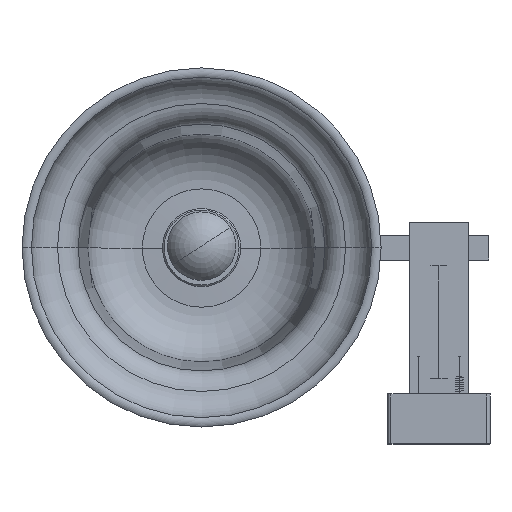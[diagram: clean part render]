
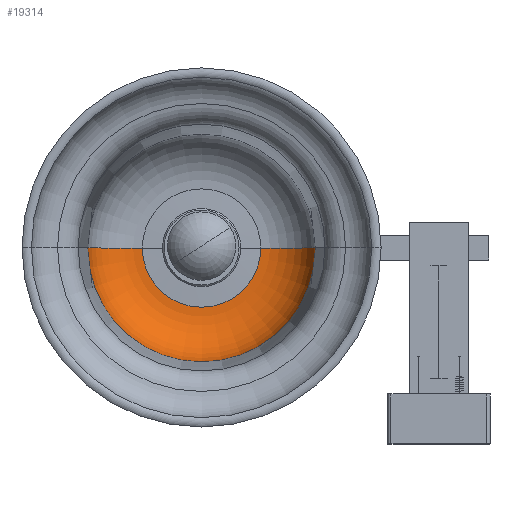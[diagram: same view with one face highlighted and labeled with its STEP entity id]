
A CAD part, top view. The second image highlights one B-rep face of the part: STEP entity #19314.
In plain terms, the highlighted toroidal (fillet/blend) face has major radius 19.517 mm and minor radius 17 mm.
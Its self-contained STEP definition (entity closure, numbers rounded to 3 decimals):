
#847 = CARTESIAN_POINT ( 'NONE',  ( 0., -90., 0. ) ) ;
#849 = DIRECTION ( 'NONE',  ( 0., 1., 0. ) ) ;
#851 = DIRECTION ( 'NONE',  ( -1., 0., 0. ) ) ;
#2547 = EDGE_CURVE ( 'NONE', #16730, #16731, #2680, .T. ) ;
#2632 = EDGE_CURVE ( 'NONE', #16735, #16730, #2718, .T. ) ;
#2635 = EDGE_CURVE ( 'NONE', #16697, #16731, #2721, .T. ) ;
#2636 = EDGE_CURVE ( 'NONE', #16735, #16697, #2722, .T. ) ;
#2680 = CIRCLE ( 'NONE', #23778, 36.503 ) ;
#2718 = CIRCLE ( 'NONE', #7445, 17. ) ;
#2721 = CIRCLE ( 'NONE', #7435, 17. ) ;
#2722 = CIRCLE ( 'NONE', #7463, 18.954 ) ;
#4150 = TOROIDAL_SURFACE ( 'NONE', #15093, 19.517, 17. ) ;
#7435 = AXIS2_PLACEMENT_3D ( 'NONE', #7848, #7849, #7850 ) ;
#7445 = AXIS2_PLACEMENT_3D ( 'NONE', #7836, #7840, #7841 ) ;
#7463 = AXIS2_PLACEMENT_3D ( 'NONE', #7851, #7852, #7853 ) ;
#7836 = CARTESIAN_POINT ( 'NONE',  ( -19.517, -90., 0. ) ) ;
#7840 = DIRECTION ( 'NONE',  ( 0., 0., -1. ) ) ;
#7841 = DIRECTION ( 'NONE',  ( -1., 0., 0. ) ) ;
#7848 = CARTESIAN_POINT ( 'NONE',  ( 19.517, -90., 0. ) ) ;
#7849 = DIRECTION ( 'NONE',  ( 0., 0., 1. ) ) ;
#7850 = DIRECTION ( 'NONE',  ( 1., 0., 0. ) ) ;
#7851 = CARTESIAN_POINT ( 'NONE',  ( 0., -106.991, 0. ) ) ;
#7852 = DIRECTION ( 'NONE',  ( 0., 1., 0. ) ) ;
#7853 = DIRECTION ( 'NONE',  ( -1., 0., 0. ) ) ;
#14446 = CARTESIAN_POINT ( 'NONE',  ( 18.954, -106.991, 0. ) ) ;
#14511 = CARTESIAN_POINT ( 'NONE',  ( -36.503, -90.697, 0. ) ) ;
#14514 = CARTESIAN_POINT ( 'NONE',  ( 36.503, -90.697, 0. ) ) ;
#14522 = CARTESIAN_POINT ( 'NONE',  ( -18.954, -106.991, 0. ) ) ;
#15090 = FACE_OUTER_BOUND ( 'NONE', #21231, .T. ) ;
#15093 = AXIS2_PLACEMENT_3D ( 'NONE', #847, #849, #851 ) ;
#16697 = VERTEX_POINT ( 'NONE', #14446 ) ;
#16730 = VERTEX_POINT ( 'NONE', #14511 ) ;
#16731 = VERTEX_POINT ( 'NONE', #14514 ) ;
#16735 = VERTEX_POINT ( 'NONE', #14522 ) ;
#18131 = CARTESIAN_POINT ( 'NONE',  ( 0., -90.697, 0. ) ) ;
#18132 = DIRECTION ( 'NONE',  ( 0., 1., 0. ) ) ;
#18133 = DIRECTION ( 'NONE',  ( -1., 0., 0. ) ) ;
#19314 = ADVANCED_FACE ( 'NONE', ( #15090 ), #4150, .F. ) ;
#21231 = EDGE_LOOP ( 'NONE', ( #21376, #21375, #21374, #21378 ) ) ;
#21374 = ORIENTED_EDGE ( 'NONE', *, *, #2632, .T. ) ;
#21375 = ORIENTED_EDGE ( 'NONE', *, *, #2636, .F. ) ;
#21376 = ORIENTED_EDGE ( 'NONE', *, *, #2635, .F. ) ;
#21378 = ORIENTED_EDGE ( 'NONE', *, *, #2547, .T. ) ;
#23778 = AXIS2_PLACEMENT_3D ( 'NONE', #18131, #18132, #18133 ) ;
